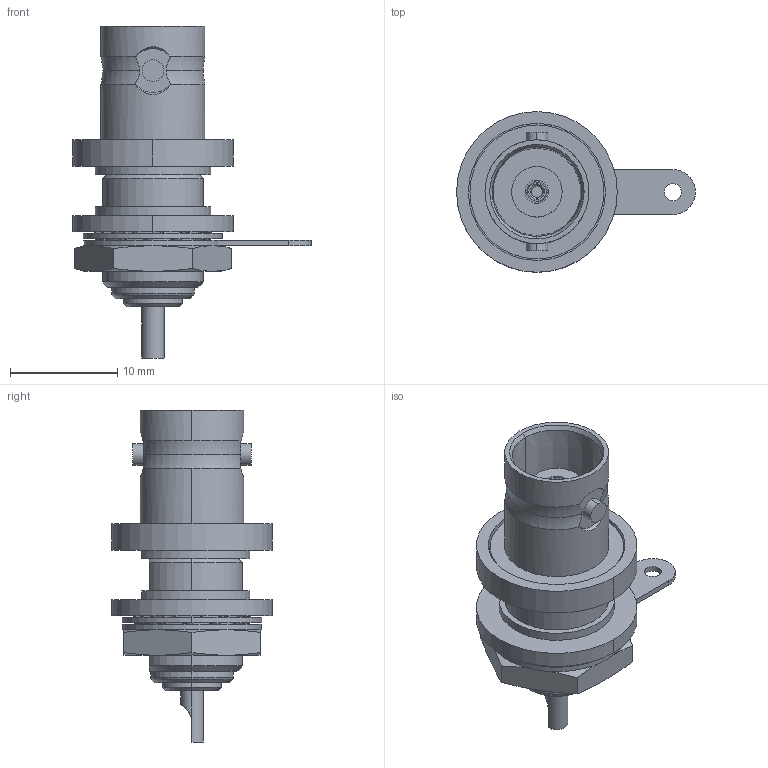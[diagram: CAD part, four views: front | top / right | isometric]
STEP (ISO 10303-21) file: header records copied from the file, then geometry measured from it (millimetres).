
FILE_DESCRIPTION (( 'STEP AP214' ), '1' );
FILE_NAME ('J01001A1222.STEP', '2018-02-15T14:13:49', ( '' ), ( '' ), 'SwSTEP 2.0', 'SolidWorks 2017', '' );
FILE_SCHEMA (( 'AUTOMOTIVE_DESIGN' ));
Length unit declared in the file: millimetre
Products named in the file (1): J01001A1222
Bounding box: 22.3 x 15 x 31 mm (x, y, z)
Volume: 2158.2 mm3; surface area: 2457.3 mm2
Topology: 3 solids, 3 shells, 255 faces, 613 edges, 382 vertices
Faces by surface type: plane 103, cylinder 60, cone 48, bspline 36, torus 8
Entity records: 10803 total; most frequent: CARTESIAN_POINT 2281, ORIENTED_EDGE 1222, DIRECTION 1103, EDGE_CURVE 611, AXIS2_PLACEMENT_3D 392, VERTEX_POINT 382, VECTOR 319, LINE 319
